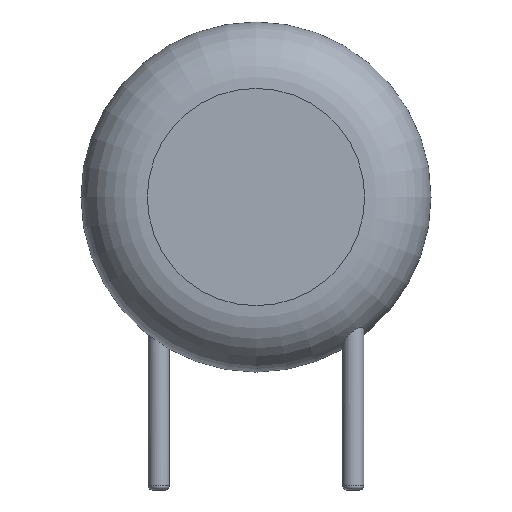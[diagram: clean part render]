
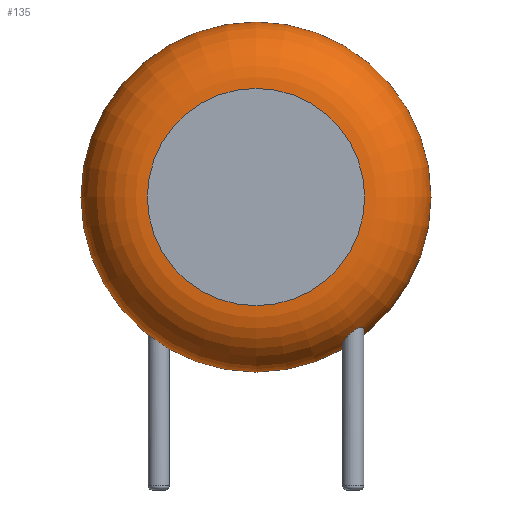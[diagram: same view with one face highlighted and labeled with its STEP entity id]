
A CAD part, front view. The second image highlights one B-rep face of the part: STEP entity #135.
In plain terms, the highlighted toroidal (fillet/blend) face has major radius 2.793 mm and minor radius 1.707 mm.
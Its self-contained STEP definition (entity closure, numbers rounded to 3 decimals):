
#24 = VERTEX_POINT('',#25);
#25 = CARTESIAN_POINT('',(7.,-0.693,4.53));
#31 = EDGE_CURVE('',#24,#24,#32,.T.);
#32 = CIRCLE('',#33,4.5);
#33 = AXIS2_PLACEMENT_3D('',#34,#35,#36);
#34 = CARTESIAN_POINT('',(2.5,-0.693,4.53));
#35 = DIRECTION('',(0.,-1.,0.));
#36 = DIRECTION('',(1.,0.,0.));
#135 = ADVANCED_FACE('',(#136,#156),#222,.T.);
#136 = FACE_BOUND('',#137,.T.);
#137 = EDGE_LOOP('',(#138,#139,#148,#155));
#138 = ORIENTED_EDGE('',*,*,#31,.T.);
#139 = ORIENTED_EDGE('',*,*,#140,.T.);
#140 = EDGE_CURVE('',#24,#141,#143,.T.);
#141 = VERTEX_POINT('',#142);
#142 = CARTESIAN_POINT('',(5.293,-2.4,4.53));
#143 = CIRCLE('',#144,1.707);
#144 = AXIS2_PLACEMENT_3D('',#145,#146,#147);
#145 = CARTESIAN_POINT('',(5.293,-0.693,4.53));
#146 = DIRECTION('',(0.,0.,-1.));
#147 = DIRECTION('',(1.,0.,0.));
#148 = ORIENTED_EDGE('',*,*,#149,.F.);
#149 = EDGE_CURVE('',#141,#141,#150,.T.);
#150 = CIRCLE('',#151,2.793);
#151 = AXIS2_PLACEMENT_3D('',#152,#153,#154);
#152 = CARTESIAN_POINT('',(2.5,-2.4,4.53));
#153 = DIRECTION('',(0.,-1.,0.));
#154 = DIRECTION('',(1.,0.,0.));
#155 = ORIENTED_EDGE('',*,*,#140,.F.);
#156 = FACE_BOUND('',#157,.T.);
#157 = EDGE_LOOP('',(#158,#177));
#158 = ORIENTED_EDGE('',*,*,#159,.T.);
#159 = EDGE_CURVE('',#160,#162,#164,.T.);
#160 = VERTEX_POINT('',#161);
#161 = CARTESIAN_POINT('',(5.27,-1.3,1.126));
#162 = VERTEX_POINT('',#163);
#163 = CARTESIAN_POINT('',(5.105,-1.051,0.908
));
#164 = B_SPLINE_CURVE_WITH_KNOTS('',6,(#165,#166,#167,#168,#169,#170,
#171,#172,#173,#174,#175,#176),.UNSPECIFIED.,.F.,.F.,(7,5,7),(
0.,0.674,1.),.UNSPECIFIED.);
#165 = CARTESIAN_POINT('',(5.27,-1.3,1.126));
#166 = CARTESIAN_POINT('',(5.27,-1.264,1.109));
#167 = CARTESIAN_POINT('',(5.264,-1.229,1.088
));
#168 = CARTESIAN_POINT('',(5.253,-1.195,1.065)
);
#169 = CARTESIAN_POINT('',(5.237,-1.163,1.041
));
#170 = CARTESIAN_POINT('',(5.216,-1.134,1.015
));
#171 = CARTESIAN_POINT('',(5.179,-1.097,0.974)
);
#172 = CARTESIAN_POINT('',(5.165,-1.086,0.961
));
#173 = CARTESIAN_POINT('',(5.152,-1.075,0.948
));
#174 = CARTESIAN_POINT('',(5.137,-1.066,0.934
));
#175 = CARTESIAN_POINT('',(5.121,-1.058,0.921
));
#176 = CARTESIAN_POINT('',(5.105,-1.051,0.908
));
#177 = ORIENTED_EDGE('',*,*,#178,.T.);
#178 = EDGE_CURVE('',#162,#160,#179,.T.);
#179 = B_SPLINE_CURVE_WITH_KNOTS('',6,(#180,#181,#182,#183,#184,#185,
#186,#187,#188,#189,#190,#191,#192,#193,#194,#195,#196,#197,#198,
#199,#200,#201,#202,#203,#204,#205,#206,#207,#208,#209,#210,#211,
#212,#213,#214,#215,#216,#217,#218,#219,#220,#221),.UNSPECIFIED.,.F.
,.F.,(7,5,5,5,5,5,5,5,7),(0.,0.141,0.289,
0.435,0.566,0.691,0.811,
0.924,1.),.UNSPECIFIED.);
#180 = CARTESIAN_POINT('',(5.105,-1.051,0.908
));
#181 = CARTESIAN_POINT('',(5.075,-1.039,0.883
));
#182 = CARTESIAN_POINT('',(5.044,-1.03,0.858)
);
#183 = CARTESIAN_POINT('',(5.01,-1.027,0.835
));
#184 = CARTESIAN_POINT('',(4.977,-1.028,0.812
));
#185 = CARTESIAN_POINT('',(4.943,-1.034,0.792
));
#186 = CARTESIAN_POINT('',(4.879,-1.056,0.756)
);
#187 = CARTESIAN_POINT('',(4.847,-1.073,0.74
));
#188 = CARTESIAN_POINT('',(4.818,-1.095,0.729
));
#189 = CARTESIAN_POINT('',(4.793,-1.12,0.721
));
#190 = CARTESIAN_POINT('',(4.773,-1.149,0.718
));
#191 = CARTESIAN_POINT('',(4.743,-1.211,0.722
));
#192 = CARTESIAN_POINT('',(4.732,-1.244,0.728)
);
#193 = CARTESIAN_POINT('',(4.727,-1.277,0.738
));
#194 = CARTESIAN_POINT('',(4.727,-1.311,0.753
));
#195 = CARTESIAN_POINT('',(4.732,-1.343,0.771
));
#196 = CARTESIAN_POINT('',(4.748,-1.402,0.811)
);
#197 = CARTESIAN_POINT('',(4.76,-1.429,0.832
));
#198 = CARTESIAN_POINT('',(4.775,-1.453,0.855)
);
#199 = CARTESIAN_POINT('',(4.792,-1.476,0.88
));
#200 = CARTESIAN_POINT('',(4.812,-1.496,0.906
));
#201 = CARTESIAN_POINT('',(4.857,-1.53,0.957
));
#202 = CARTESIAN_POINT('',(4.88,-1.545,0.982)
);
#203 = CARTESIAN_POINT('',(4.906,-1.556,1.007
));
#204 = CARTESIAN_POINT('',(4.933,-1.564,1.032
));
#205 = CARTESIAN_POINT('',(4.961,-1.569,1.055
));
#206 = CARTESIAN_POINT('',(5.018,-1.571,1.098
));
#207 = CARTESIAN_POINT('',(5.046,-1.568,1.117
));
#208 = CARTESIAN_POINT('',(5.074,-1.562,1.133
));
#209 = CARTESIAN_POINT('',(5.102,-1.553,1.147
));
#210 = CARTESIAN_POINT('',(5.127,-1.54,1.157
));
#211 = CARTESIAN_POINT('',(5.173,-1.509,1.172
));
#212 = CARTESIAN_POINT('',(5.194,-1.491,1.176)
);
#213 = CARTESIAN_POINT('',(5.212,-1.471,1.177
));
#214 = CARTESIAN_POINT('',(5.228,-1.449,1.175
));
#215 = CARTESIAN_POINT('',(5.24,-1.426,1.171
));
#216 = CARTESIAN_POINT('',(5.257,-1.385,1.161
));
#217 = CARTESIAN_POINT('',(5.262,-1.369,1.156
));
#218 = CARTESIAN_POINT('',(5.266,-1.352,1.15)
);
#219 = CARTESIAN_POINT('',(5.269,-1.334,1.143
));
#220 = CARTESIAN_POINT('',(5.27,-1.317,1.135));
#221 = CARTESIAN_POINT('',(5.27,-1.3,1.126));
#222 = TOROIDAL_SURFACE('',#223,2.793,1.707);
#223 = AXIS2_PLACEMENT_3D('',#224,#225,#226);
#224 = CARTESIAN_POINT('',(2.5,-0.693,4.53));
#225 = DIRECTION('',(0.,-1.,0.));
#226 = DIRECTION('',(1.,0.,0.));
